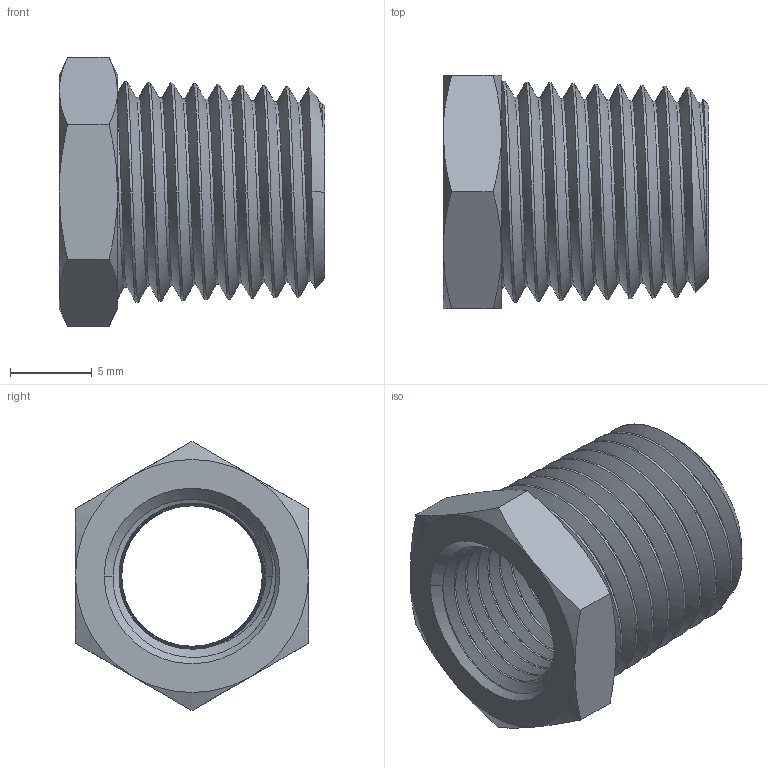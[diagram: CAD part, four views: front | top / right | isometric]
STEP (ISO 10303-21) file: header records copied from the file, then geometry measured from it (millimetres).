
FILE_DESCRIPTION(/* description */ (''),/* implementation_level */ '2;1');
FILE_NAME(/* name */ '110-N1-N2.stp',/* time_stamp */ '2024-01-23T09:56:07-05:00',/* author */ ('esanner'),/* organization */ (''),/* preprocessor_version */ 'ST-DEVELOPER v19',/* originating_system */ 'AutoCAD Mechanical',/* authorisation */ '');
FILE_SCHEMA (('AUTOMOTIVE_DESIGN { 1 0 10303 214 3 1 1 }'));
Length unit declared in the file: millimetre
Products named in the file (2): Product; 110-N1-N2
Assembly tree (1 placements, depth 2):
  Product
    110-N1-N2
Bounding box: 16.27 x 14.29 x 16.5 mm (x, y, z)
Volume: 1078.9 mm3; surface area: 1798.6 mm2
Topology: 1 solids, 1 shells, 72 faces, 192 edges, 124 vertices
Faces by surface type: cone 50, plane 11, bspline 9, cylinder 2
Entity records: 12780 total; most frequent: CARTESIAN_POINT 11204, ORIENTED_EDGE 384, DIRECTION 232, EDGE_CURVE 192, VERTEX_POINT 124, B_SPLINE_CURVE_WITH_KNOTS 93, AXIS2_PLACEMENT_3D 91, EDGE_LOOP 76
